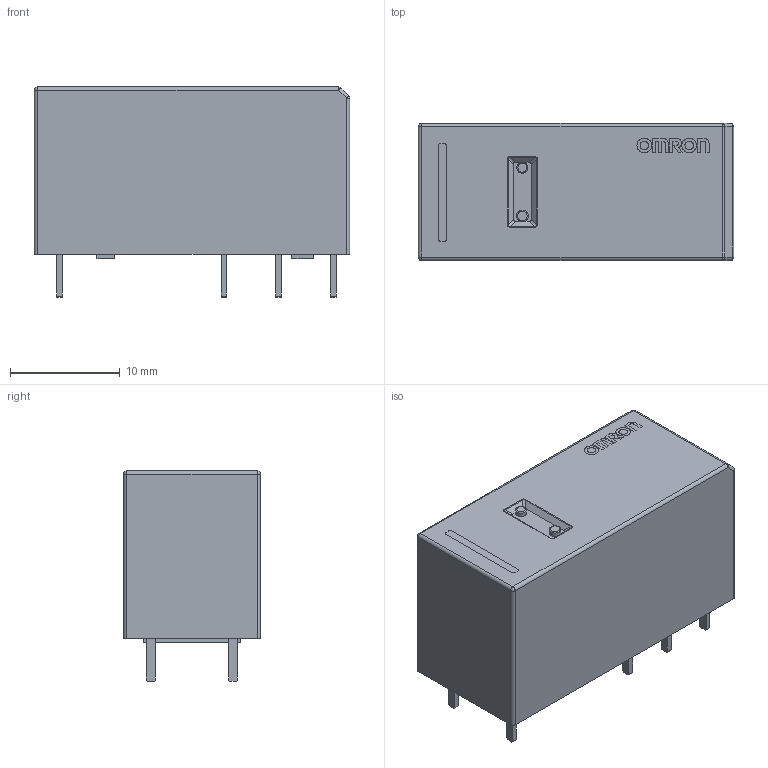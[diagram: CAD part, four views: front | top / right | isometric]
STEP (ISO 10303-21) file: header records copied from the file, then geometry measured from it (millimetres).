
FILE_DESCRIPTION(/* description */ (''),/* implementation_level */ '2;1');
FILE_NAME(/* name */ '1.stp',/* time_stamp */ '2020-02-04T15:14:32+02:00',/* author */ ('k'),/* organization */ (''),/* preprocessor_version */ 'ST-DEVELOPER v15.6',/* originating_system */ 'Autodesk Inventor 2015',/* authorisation */ '');
FILE_SCHEMA (('AUTOMOTIVE_DESIGN { 1 0 10303 214 3 1 1 }'));
Products named in the file (4): 1; G2RL_1A; Omron Logo Adjustable Logo
Bounding box: 28.8 x 12.5 x 19.2 mm (x, y, z)
Volume: 5523 mm3; surface area: 2106 mm2
Topology: 15 solids, 15 shells, 197 faces, 464 edges, 300 vertices
Faces by surface type: plane 133, bspline 31, cylinder 25, sphere 6, torus 2
Full cylindrical faces by diameter (mm): 1 x1, 1.08 x1
Entity records: 5838 total; most frequent: CARTESIAN_POINT 1387, ORIENTED_EDGE 916, DIRECTION 808, EDGE_CURVE 458, LINE 346, VECTOR 346, VERTEX_POINT 298, AXIS2_PLACEMENT_3D 231
